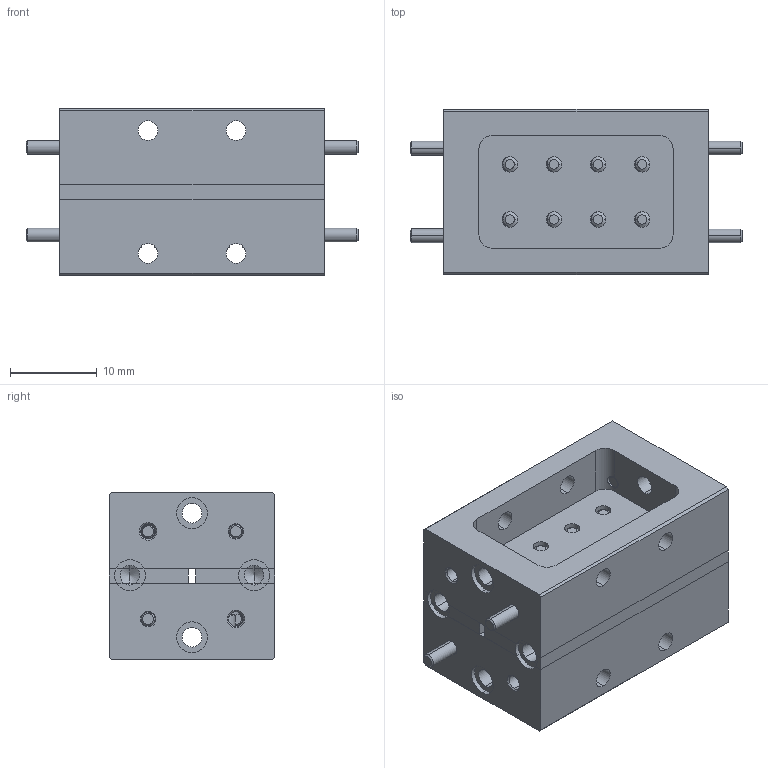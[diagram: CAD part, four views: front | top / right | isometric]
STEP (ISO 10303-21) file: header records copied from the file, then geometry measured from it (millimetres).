
FILE_DESCRIPTION (( 'STEP AP203' ), '1' );
FILE_NAME ('SWF-14428340-06-B1.STEP', '2017-06-26T22:40:59', ( '' ), ( '' ), 'SwSTEP 2.0', 'SolidWorks 2013', '' );
FILE_SCHEMA (( 'CONFIG_CONTROL_DESIGN' ));
Length unit declared in the file: inch
Products named in the file (1): SWF-14428340-06-B1
Bounding box: 38.23 x 19.05 x 19.23 mm (x, y, z)
Volume: 7686 mm3; surface area: 8295 mm2
Topology: 24 solids, 24 shells, 1146 faces, 3106 edges, 2014 vertices
Faces by surface type: cylinder 788, plane 182, cone 160, bspline 16
Entity records: 49597 total; most frequent: CARTESIAN_POINT 23763, ORIENTED_EDGE 6196, DIRECTION 4702, EDGE_CURVE 3098, VERTEX_POINT 2014, AXIS2_PLACEMENT_3D 1757, EDGE_LOOP 1248, LINE 1188
